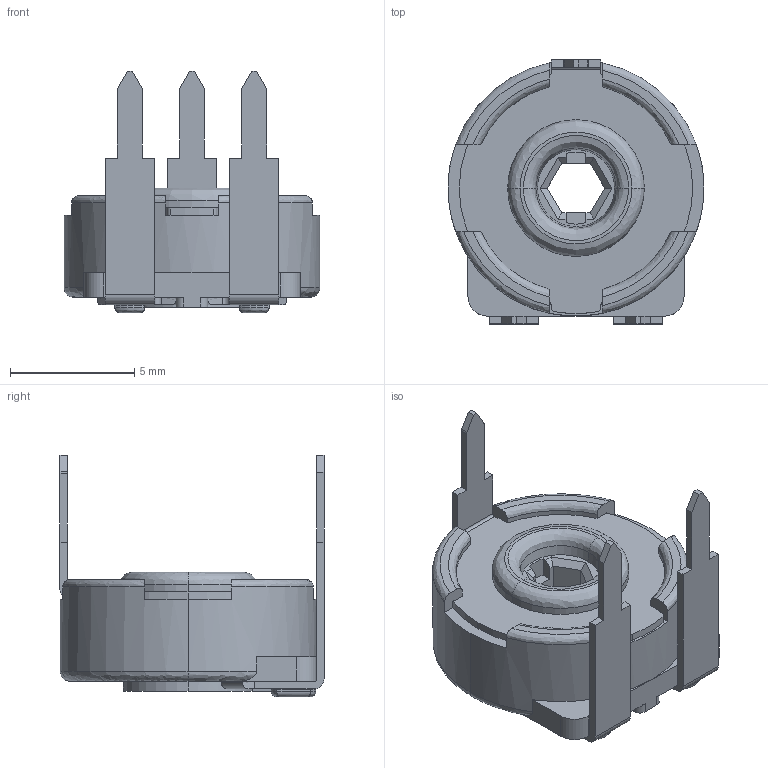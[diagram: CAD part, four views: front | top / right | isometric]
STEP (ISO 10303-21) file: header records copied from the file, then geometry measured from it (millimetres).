
FILE_DESCRIPTION (( 'STEP AP214' ), '1' );
FILE_NAME ('PT10MV10-105B2020-PM-S.STEP', '2022-12-28T10:59:32', ( '' ), ( '' ), 'SwSTEP 2.0', 'SolidWorks 2022', '' );
FILE_SCHEMA (( 'AUTOMOTIVE_DESIGN' ));
Length unit declared in the file: millimetre
Products named in the file (6): PT10MV10-105B2020-PM-S; PT10MV10-TERMINAL DERECHO; PT10MV10-TERMINAL IZQUIERDO; PT10MV10-COLECTOR REBORDEADO; PT10MV10-CARCASA; PT10MV10-PORTACURSOR_Predeterminada
Assembly tree (5 placements, depth 2):
  PT10MV10-105B2020-PM-S
    PT10MV10-CARCASA
    PT10MV10-TERMINAL DERECHO
    PT10MV10-TERMINAL IZQUIERDO
    PT10MV10-COLECTOR REBORDEADO
    PT10MV10-PORTACURSOR_Predeterminada
Bounding box: 10.3 x 10.63 x 9.72 mm (x, y, z)
Volume: 187.5 mm3; surface area: 829.2 mm2
Topology: 5 solids, 5 shells, 234 faces, 634 edges, 415 vertices
Faces by surface type: plane 127, cylinder 82, bspline 23, cone 2
Entity records: 8922 total; most frequent: CARTESIAN_POINT 2069, ORIENTED_EDGE 1268, DIRECTION 1204, EDGE_CURVE 634, VERTEX_POINT 415, AXIS2_PLACEMENT_3D 408, LINE 388, VECTOR 388
